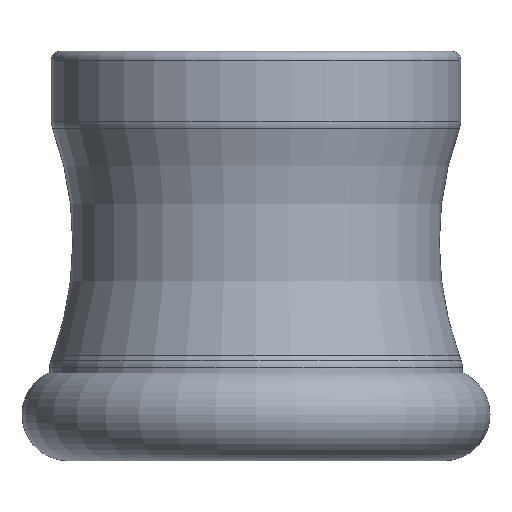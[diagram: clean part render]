
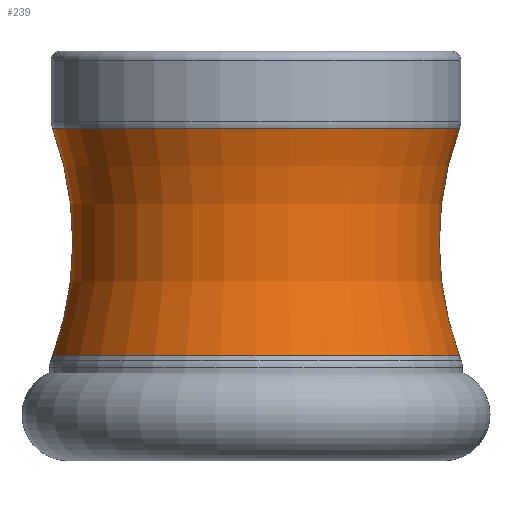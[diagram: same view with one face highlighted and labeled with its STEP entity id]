
A CAD part, front view. The second image highlights one B-rep face of the part: STEP entity #239.
In plain terms, the highlighted toroidal (fillet/blend) face has major radius 55.894 mm and minor radius 35.994 mm.
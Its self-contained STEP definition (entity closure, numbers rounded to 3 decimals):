
#239=ADVANCED_FACE('',(#335),#269,.F.);
#269=TOROIDAL_SURFACE('',#1671,55.894,35.994);
#335=FACE_OUTER_BOUND('',#413,.T.);
#413=EDGE_LOOP('',(#820,#821,#822,#823,#824,#825));
#820=ORIENTED_EDGE('',*,*,#1021,.T.);
#821=ORIENTED_EDGE('',*,*,#1020,.T.);
#822=ORIENTED_EDGE('',*,*,#1029,.T.);
#823=ORIENTED_EDGE('',*,*,#1023,.F.);
#824=ORIENTED_EDGE('',*,*,#1022,.F.);
#825=ORIENTED_EDGE('',*,*,#1016,.T.);
#861=VERTEX_POINT('',#2335);
#862=VERTEX_POINT('',#2336);
#863=VERTEX_POINT('',#2343);
#864=VERTEX_POINT('',#2344);
#865=VERTEX_POINT('',#2347);
#866=VERTEX_POINT('',#2349);
#1016=EDGE_CURVE('',#861,#862,#1247,.T.);
#1020=EDGE_CURVE('',#863,#864,#1249,.T.);
#1021=EDGE_CURVE('',#862,#863,#1250,.T.);
#1022=EDGE_CURVE('',#861,#865,#1251,.T.);
#1023=EDGE_CURVE('',#865,#866,#1252,.T.);
#1029=EDGE_CURVE('',#864,#866,#1256,.T.);
#1247=CIRCLE('',#1489,22.071);
#1249=CIRCLE('',#1493,35.994);
#1250=CIRCLE('',#1494,35.994);
#1251=CIRCLE('',#1495,35.994);
#1252=CIRCLE('',#1496,35.994);
#1256=CIRCLE('',#1502,22.071);
#1489=AXIS2_PLACEMENT_3D('',#2334,#1822,#1823);
#1493=AXIS2_PLACEMENT_3D('',#2342,#1832,#1833);
#1494=AXIS2_PLACEMENT_3D('',#2345,#1834,#1835);
#1495=AXIS2_PLACEMENT_3D('',#2346,#1836,#1837);
#1496=AXIS2_PLACEMENT_3D('',#2348,#1838,#1839);
#1502=AXIS2_PLACEMENT_3D('',#2360,#1852,#1853);
#1671=AXIS2_PLACEMENT_3D('',#2651,#2216,#2217);
#1822=DIRECTION('',(0.,0.,1.));
#1823=DIRECTION('',(-1.,0.,0.));
#1832=DIRECTION('',(0.,1.,0.));
#1833=DIRECTION('',(-0.94,0.,0.342));
#1834=DIRECTION('',(0.,1.,0.));
#1835=DIRECTION('',(-1.,0.,0.));
#1836=DIRECTION('',(0.,-1.,0.));
#1837=DIRECTION('',(1.,0.,0.));
#1838=DIRECTION('',(0.,-1.,0.));
#1839=DIRECTION('',(0.94,0.,0.342));
#1852=DIRECTION('',(0.,0.,-1.));
#1853=DIRECTION('',(1.,0.,0.));
#2216=DIRECTION('',(0.,0.,-1.));
#2217=DIRECTION('',(1.,0.,0.));
#2334=CARTESIAN_POINT('',(0.,0.,-33.045));
#2335=CARTESIAN_POINT('',(-22.071,0.,-33.045));
#2336=CARTESIAN_POINT('',(22.071,0.,-33.045));
#2342=CARTESIAN_POINT('',(55.894,0.,-20.735));
#2343=CARTESIAN_POINT('',(19.9,0.,-20.735));
#2344=CARTESIAN_POINT('',(22.071,0.,-8.424));
#2345=CARTESIAN_POINT('',(55.894,0.,-20.735));
#2346=CARTESIAN_POINT('',(-55.894,0.,-20.735));
#2347=CARTESIAN_POINT('',(-19.9,0.,-20.735));
#2348=CARTESIAN_POINT('',(-55.894,0.,-20.735));
#2349=CARTESIAN_POINT('',(-22.071,0.,-8.424));
#2360=CARTESIAN_POINT('',(0.,0.,-8.424));
#2651=CARTESIAN_POINT('',(0.,0.,-20.735));
